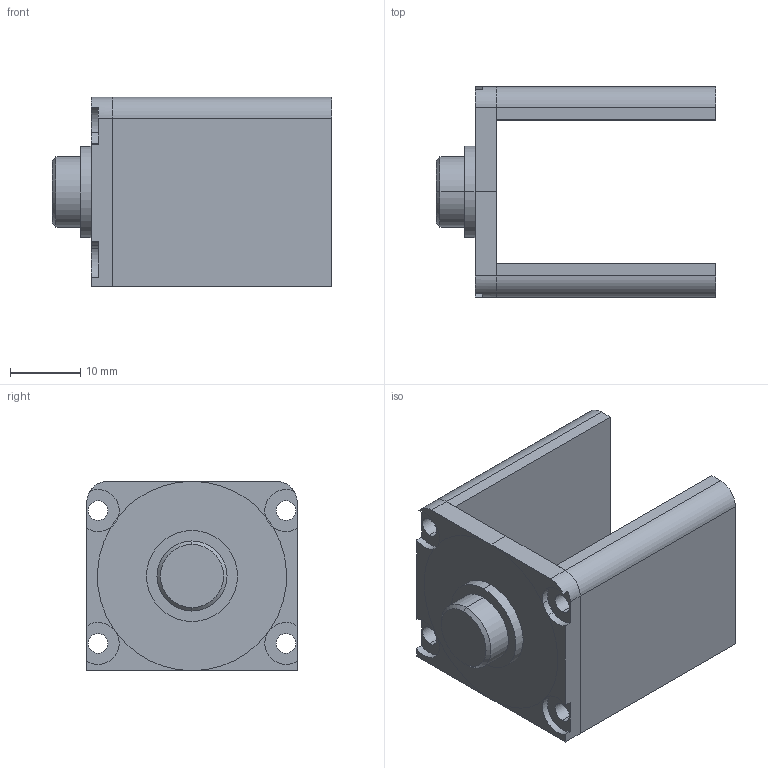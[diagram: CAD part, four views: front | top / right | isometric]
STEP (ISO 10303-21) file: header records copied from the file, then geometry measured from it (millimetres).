
FILE_DESCRIPTION (( 'STEP AP214' ), '1' );
FILE_NAME ('84913963419682438465.STEP', '2026-02-14T10:47:34', ( '' ), ( '' ), 'SwSTEP 2.0', 'SolidWorks 2025', '' );
FILE_SCHEMA (( 'AUTOMOTIVE_DESIGN' ));
Length unit declared in the file: millimetre
Products named in the file (1): 84913963419682438465
Bounding box: 39.8 x 30 x 27 mm (x, y, z)
Volume: 9922.3 mm3; surface area: 8390.9 mm2
Topology: 6 solids, 6 shells, 85 faces, 214 edges, 142 vertices
Faces by surface type: cylinder 44, plane 39, cone 2
Entity records: 2700 total; most frequent: DIRECTION 494, CARTESIAN_POINT 442, ORIENTED_EDGE 428, EDGE_CURVE 214, AXIS2_PLACEMENT_3D 194, VERTEX_POINT 142, CIRCLE 108, VECTOR 106
